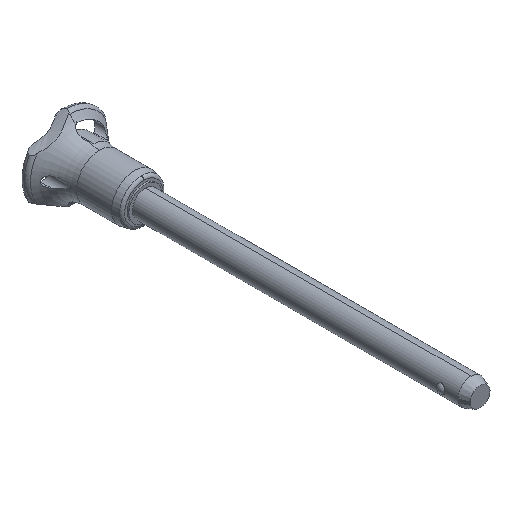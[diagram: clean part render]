
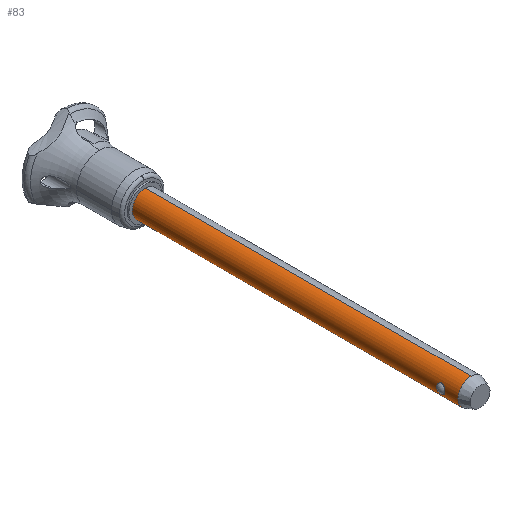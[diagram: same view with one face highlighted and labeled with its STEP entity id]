
A CAD part, isometric view. The second image highlights one B-rep face of the part: STEP entity #83.
In plain terms, the highlighted cylindrical face has radius 3.175 mm (diameter 6.35 mm), a partial arc.
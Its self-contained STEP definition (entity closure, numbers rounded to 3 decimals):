
#83=ADVANCED_FACE('',(#209,#210),#211,.T.);
#209=FACE_OUTER_BOUND('',#381,.T.);
#210=FACE_BOUND('',#382,.T.);
#211=CYLINDRICAL_SURFACE('',#383,3.175);
#381=EDGE_LOOP('',(#564,#565,#566,#567,#568));
#382=EDGE_LOOP('',(#569,#570));
#383=AXIS2_PLACEMENT_3D('',#571,#572,#573);
#564=ORIENTED_EDGE('',*,*,#1071,.F.);
#565=ORIENTED_EDGE('',*,*,#1072,.T.);
#566=ORIENTED_EDGE('',*,*,#1073,.T.);
#567=ORIENTED_EDGE('',*,*,#1074,.F.);
#568=ORIENTED_EDGE('',*,*,#1075,.F.);
#569=ORIENTED_EDGE('',*,*,#1076,.T.);
#570=ORIENTED_EDGE('',*,*,#1077,.T.);
#571=CARTESIAN_POINT('',(0.,-40.513,0.0));
#572=DIRECTION('',(0.,1.0,0.0));
#573=DIRECTION('',(0.0,0.0,-1.0));
#1071=EDGE_CURVE('',#1290,#1291,#1292,.T.);
#1072=EDGE_CURVE('',#1290,#1293,#1294,.T.);
#1073=EDGE_CURVE('',#1293,#1295,#1296,.T.);
#1074=EDGE_CURVE('',#1297,#1295,#1298,.T.);
#1075=EDGE_CURVE('',#1291,#1297,#1299,.T.);
#1076=EDGE_CURVE('',#1300,#1301,#1302,.T.);
#1077=EDGE_CURVE('',#1301,#1300,#1303,.T.);
#1290=VERTEX_POINT('',#1854);
#1291=VERTEX_POINT('',#1855);
#1292=LINE('',#1856,#1857);
#1293=VERTEX_POINT('',#1858);
#1294=CIRCLE('',#1859,3.175);
#1295=VERTEX_POINT('',#1860);
#1296=CIRCLE('',#1861,3.175);
#1297=VERTEX_POINT('',#1862);
#1298=LINE('',#1863,#1864);
#1299=CIRCLE('',#1865,3.175);
#1300=VERTEX_POINT('',#1866);
#1301=VERTEX_POINT('',#1867);
#1302=B_SPLINE_CURVE_WITH_KNOTS('',3,(#1868,#1869,#1870,#1871,#1872,#1873,#1874,#1875,#1876,#1877,#1878,#1879,#1880,#1881,#1882,#1883,#1884,#1885,#1886,#1887,#1888,#1889,#1890,#1891,#1892,#1893),.UNSPECIFIED.,.F.,.F.,(4,2,2,2,2,2,2,2,2,2,2,2,4),(0.0,0.342,0.684,0.852,1.02,1.311,1.601,1.892,2.183,2.351,2.519,2.861,3.203),.UNSPECIFIED.);
#1303=B_SPLINE_CURVE_WITH_KNOTS('',3,(#1894,#1895,#1896,#1897,#1898,#1899,#1900,#1901,#1902,#1903,#1904,#1905,#1906,#1907,#1908,#1909,#1910,#1911,#1912,#1913,#1914,#1915,#1916,#1917,#1918,#1919),.UNSPECIFIED.,.F.,.F.,(4,2,2,2,2,2,2,2,2,2,2,2,4),(3.203,3.545,3.887,4.055,4.223,4.514,4.804,5.095,5.386,5.554,5.722,6.064,6.406),.UNSPECIFIED.);
#1854=CARTESIAN_POINT('',(0.,-78.816,-3.175));
#1855=CARTESIAN_POINT('',(0.,0.0,-3.175));
#1856=CARTESIAN_POINT('',(0.,-40.513,-3.175));
#1857=VECTOR('',#3762,1.0);
#1858=CARTESIAN_POINT('',(-3.175,-78.816,0.));
#1859=AXIS2_PLACEMENT_3D('',#3763,#3764,#3765);
#1860=CARTESIAN_POINT('',(0.,-78.816,3.175));
#1861=AXIS2_PLACEMENT_3D('',#3766,#3767,#3768);
#1862=CARTESIAN_POINT('',(0.,0.,3.175));
#1863=CARTESIAN_POINT('',(0.,-40.513,3.175));
#1864=VECTOR('',#3769,1.0);
#1865=AXIS2_PLACEMENT_3D('',#3770,#3771,#3772);
#1866=CARTESIAN_POINT('',(-2.97,-74.656,1.123));
#1867=CARTESIAN_POINT('',(-2.97,-74.656,-1.123));
#1868=CARTESIAN_POINT('',(-2.97,-74.656,1.123));
#1869=CARTESIAN_POINT('',(-2.97,-74.77,1.123));
#1870=CARTESIAN_POINT('',(-2.979,-74.891,1.1));
#1871=CARTESIAN_POINT('',(-3.011,-75.114,1.01));
#1872=CARTESIAN_POINT('',(-3.033,-75.216,0.942));
#1873=CARTESIAN_POINT('',(-3.065,-75.338,0.828));
#1874=CARTESIAN_POINT('',(-3.077,-75.378,0.783));
#1875=CARTESIAN_POINT('',(-3.1,-75.451,0.687));
#1876=CARTESIAN_POINT('',(-3.111,-75.483,0.636));
#1877=CARTESIAN_POINT('',(-3.136,-75.555,0.503));
#1878=CARTESIAN_POINT('',(-3.151,-75.592,0.405));
#1879=CARTESIAN_POINT('',(-3.17,-75.642,0.202));
#1880=CARTESIAN_POINT('',(-3.175,-75.653,0.097));
#1881=CARTESIAN_POINT('',(-3.175,-75.653,-0.097));
#1882=CARTESIAN_POINT('',(-3.17,-75.642,-0.202));
#1883=CARTESIAN_POINT('',(-3.151,-75.592,-0.405));
#1884=CARTESIAN_POINT('',(-3.136,-75.555,-0.503));
#1885=CARTESIAN_POINT('',(-3.111,-75.483,-0.636));
#1886=CARTESIAN_POINT('',(-3.1,-75.451,-0.687));
#1887=CARTESIAN_POINT('',(-3.077,-75.378,-0.783));
#1888=CARTESIAN_POINT('',(-3.065,-75.338,-0.828));
#1889=CARTESIAN_POINT('',(-3.033,-75.216,-0.942));
#1890=CARTESIAN_POINT('',(-3.011,-75.114,-1.01));
#1891=CARTESIAN_POINT('',(-2.979,-74.891,-1.1));
#1892=CARTESIAN_POINT('',(-2.97,-74.77,-1.123));
#1893=CARTESIAN_POINT('',(-2.97,-74.656,-1.123));
#1894=CARTESIAN_POINT('',(-2.97,-74.656,-1.123));
#1895=CARTESIAN_POINT('',(-2.97,-74.542,-1.123));
#1896=CARTESIAN_POINT('',(-2.979,-74.421,-1.1));
#1897=CARTESIAN_POINT('',(-3.011,-74.199,-1.01));
#1898=CARTESIAN_POINT('',(-3.033,-74.097,-0.942));
#1899=CARTESIAN_POINT('',(-3.065,-73.975,-0.828));
#1900=CARTESIAN_POINT('',(-3.077,-73.935,-0.783));
#1901=CARTESIAN_POINT('',(-3.1,-73.862,-0.687));
#1902=CARTESIAN_POINT('',(-3.111,-73.829,-0.636));
#1903=CARTESIAN_POINT('',(-3.136,-73.758,-0.503));
#1904=CARTESIAN_POINT('',(-3.151,-73.721,-0.405));
#1905=CARTESIAN_POINT('',(-3.17,-73.671,-0.202));
#1906=CARTESIAN_POINT('',(-3.175,-73.66,-0.097));
#1907=CARTESIAN_POINT('',(-3.175,-73.66,0.097));
#1908=CARTESIAN_POINT('',(-3.17,-73.671,0.202));
#1909=CARTESIAN_POINT('',(-3.151,-73.721,0.405));
#1910=CARTESIAN_POINT('',(-3.136,-73.758,0.503));
#1911=CARTESIAN_POINT('',(-3.111,-73.829,0.636));
#1912=CARTESIAN_POINT('',(-3.1,-73.862,0.687));
#1913=CARTESIAN_POINT('',(-3.077,-73.935,0.783));
#1914=CARTESIAN_POINT('',(-3.065,-73.975,0.828));
#1915=CARTESIAN_POINT('',(-3.033,-74.097,0.942));
#1916=CARTESIAN_POINT('',(-3.011,-74.199,1.01));
#1917=CARTESIAN_POINT('',(-2.979,-74.421,1.1));
#1918=CARTESIAN_POINT('',(-2.97,-74.542,1.123));
#1919=CARTESIAN_POINT('',(-2.97,-74.656,1.123));
#3762=DIRECTION('',(0.,1.0,0.0));
#3763=CARTESIAN_POINT('',(0.,-78.816,0.0));
#3764=DIRECTION('',(0.,1.0,0.));
#3765=DIRECTION('',(0.,0.,-1.0));
#3766=CARTESIAN_POINT('',(0.,-78.816,0.0));
#3767=DIRECTION('',(0.,1.0,0.));
#3768=DIRECTION('',(0.,0.,-1.0));
#3769=DIRECTION('',(0.,-1.0,-0.0));
#3770=CARTESIAN_POINT('',(0.,0.0,0.0));
#3771=DIRECTION('',(0.,1.0,0.0));
#3772=DIRECTION('',(0.0,0.0,-1.0));
